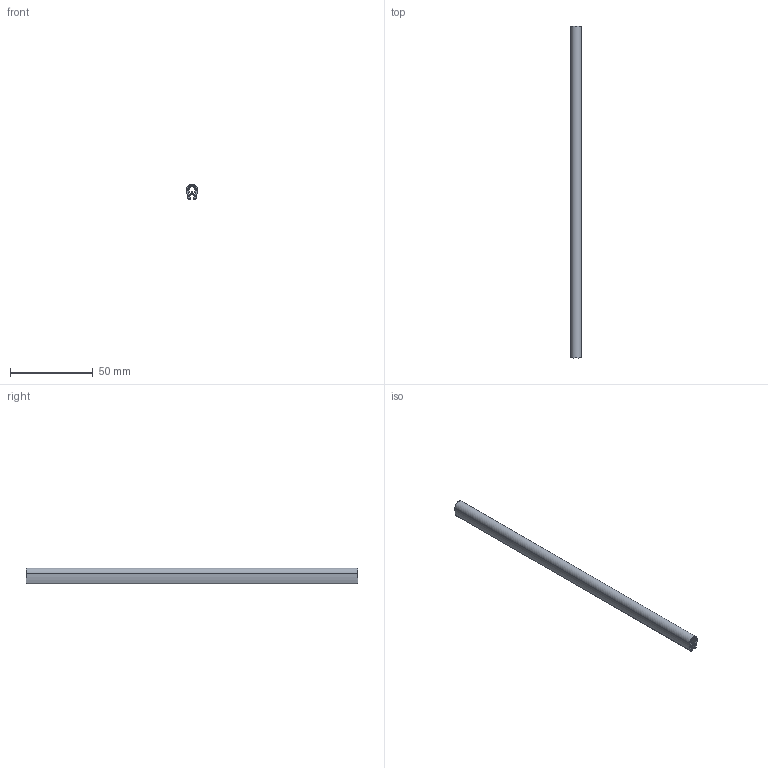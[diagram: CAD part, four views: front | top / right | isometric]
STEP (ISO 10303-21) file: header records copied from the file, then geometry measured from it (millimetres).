
FILE_DESCRIPTION( (''), '2;1');
FILE_NAME ('PC50.13112.TEM_1010_02_18492.stp','2021-03-04T14:22:10',(''),(''),'spGate 17.5.1','','');
FILE_SCHEMA (('AUTOMOTIVE_DESIGN'));
Length unit declared in the file: millimetre
Products named in the file (3): Assembly; rubber; center core
Assembly tree (2 placements, depth 2):
  Assembly
    rubber
    center core
Bounding box: 6.5 x 200 x 9.5 mm (x, y, z)
Volume: 6769.6 mm3; surface area: 25016 mm2
Topology: 2 solids, 2 shells, 36 faces, 96 edges, 64 vertices
Faces by surface type: cylinder 28, plane 8
Entity records: 2006 total; most frequent: DIRECTION 236, CARTESIAN_POINT 202, ORIENTED_EDGE 192, COLOUR_RGB 134, PRESENTATION_STYLE_ASSIGNMENT 134, STYLED_ITEM 134, AXIS2_PLACEMENT_3D 98, EDGE_CURVE 96
